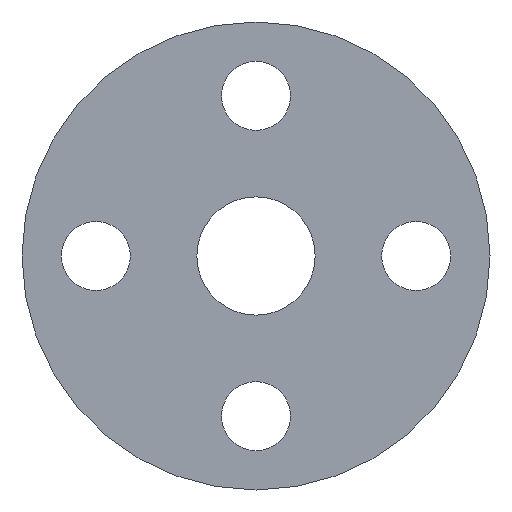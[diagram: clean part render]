
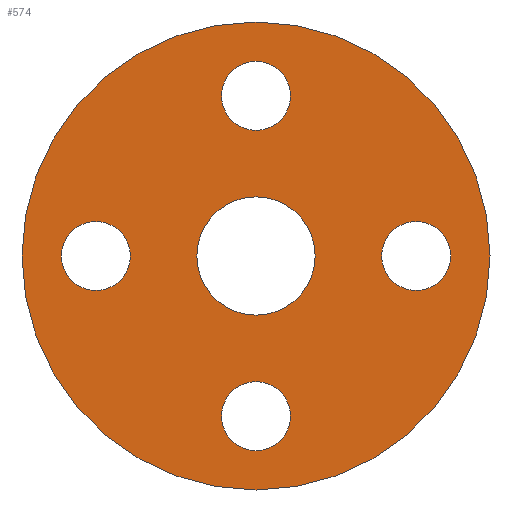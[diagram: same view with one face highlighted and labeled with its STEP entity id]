
A CAD part, front view. The second image highlights one B-rep face of the part: STEP entity #574.
In plain terms, the highlighted planar face has unit normal (0, -1, 0).
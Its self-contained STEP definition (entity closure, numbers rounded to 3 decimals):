
#3 = CARTESIAN_POINT ( 'NONE',  ( 0., 0., 0. ) ) ;
#5 = AXIS2_PLACEMENT_3D ( 'NONE', #88, #594, #270 ) ;
#7 = CIRCLE ( 'NONE', #256, 7. ) ;
#12 = CARTESIAN_POINT ( 'NONE',  ( -25.5, 0., 0. ) ) ;
#17 = VERTEX_POINT ( 'NONE', #32 ) ;
#19 = EDGE_CURVE ( 'NONE', #251, #197, #375, .T. ) ;
#22 = DIRECTION ( 'NONE',  ( 0., -1., 0. ) ) ;
#23 = ORIENTED_EDGE ( 'NONE', *, *, #174, .F. ) ;
#32 = CARTESIAN_POINT ( 'NONE',  ( 0., 0., -39.5 ) ) ;
#34 = CARTESIAN_POINT ( 'NONE',  ( 0., 0., 0. ) ) ;
#46 = EDGE_CURVE ( 'NONE', #550, #17, #327, .T. ) ;
#47 = DIRECTION ( 'NONE',  ( 0., 0., 1. ) ) ;
#49 = DIRECTION ( 'NONE',  ( -1., 0., 0. ) ) ;
#51 = AXIS2_PLACEMENT_3D ( 'NONE', #573, #393, #175 ) ;
#63 = DIRECTION ( 'NONE',  ( 0., 0., 1. ) ) ;
#68 = DIRECTION ( 'NONE',  ( 0., -1., 0. ) ) ;
#75 = DIRECTION ( 'NONE',  ( 0., 0., -1. ) ) ;
#88 = CARTESIAN_POINT ( 'NONE',  ( -32.5, 0., 0. ) ) ;
#97 = DIRECTION ( 'NONE',  ( 1., 0., 0. ) ) ;
#98 = ORIENTED_EDGE ( 'NONE', *, *, #146, .T. ) ;
#104 = EDGE_LOOP ( 'NONE', ( #23, #233 ) ) ;
#124 = CIRCLE ( 'NONE', #455, 7. ) ;
#125 = FACE_BOUND ( 'NONE', #167, .T. ) ;
#129 = CARTESIAN_POINT ( 'NONE',  ( -47.5, 0., 0. ) ) ;
#134 = CARTESIAN_POINT ( 'NONE',  ( 0., 0., 32.5 ) ) ;
#136 = CARTESIAN_POINT ( 'NONE',  ( 0., 0., -32.5 ) ) ;
#140 = ORIENTED_EDGE ( 'NONE', *, *, #163, .F. ) ;
#144 = DIRECTION ( 'NONE',  ( 0., -1., 0. ) ) ;
#146 = EDGE_CURVE ( 'NONE', #595, #474, #299, .T. ) ;
#151 = ORIENTED_EDGE ( 'NONE', *, *, #202, .F. ) ;
#154 = AXIS2_PLACEMENT_3D ( 'NONE', #539, #357, #363 ) ;
#161 = ORIENTED_EDGE ( 'NONE', *, *, #407, .T. ) ;
#163 = EDGE_CURVE ( 'NONE', #17, #550, #183, .T. ) ;
#164 = FACE_BOUND ( 'NONE', #414, .T. ) ;
#167 = EDGE_LOOP ( 'NONE', ( #545, #351 ) ) ;
#172 = AXIS2_PLACEMENT_3D ( 'NONE', #3, #227, #47 ) ;
#173 = FACE_BOUND ( 'NONE', #274, .T. ) ;
#174 = EDGE_CURVE ( 'NONE', #367, #334, #591, .T. ) ;
#175 = DIRECTION ( 'NONE',  ( 0., 0., -1. ) ) ;
#183 = CIRCLE ( 'NONE', #355, 7. ) ;
#187 = CARTESIAN_POINT ( 'NONE',  ( 0., 0., 25.5 ) ) ;
#190 = CARTESIAN_POINT ( 'NONE',  ( 32.5, 0., 0. ) ) ;
#191 = EDGE_CURVE ( 'NONE', #461, #456, #434, .T. ) ;
#192 = EDGE_LOOP ( 'NONE', ( #140, #553 ) ) ;
#197 = VERTEX_POINT ( 'NONE', #187 ) ;
#198 = CARTESIAN_POINT ( 'NONE',  ( 0., 0., -47.5 ) ) ;
#202 = EDGE_CURVE ( 'NONE', #456, #461, #266, .T. ) ;
#222 = AXIS2_PLACEMENT_3D ( 'NONE', #283, #281, #329 ) ;
#223 = CARTESIAN_POINT ( 'NONE',  ( 0., 0., 12. ) ) ;
#227 = DIRECTION ( 'NONE',  ( 0., 1., 0. ) ) ;
#233 = ORIENTED_EDGE ( 'NONE', *, *, #300, .F. ) ;
#235 = DIRECTION ( 'NONE',  ( 0., -1., 0. ) ) ;
#251 = VERTEX_POINT ( 'NONE', #492 ) ;
#254 = CARTESIAN_POINT ( 'NONE',  ( 0., 0., -25.5 ) ) ;
#256 = AXIS2_PLACEMENT_3D ( 'NONE', #575, #440, #487 ) ;
#261 = DIRECTION ( 'NONE',  ( 0., 0., 1. ) ) ;
#265 = DIRECTION ( 'NONE',  ( 0., -1., 0. ) ) ;
#266 = CIRCLE ( 'NONE', #5, 7. ) ;
#270 = DIRECTION ( 'NONE',  ( -1., 0., 0. ) ) ;
#274 = EDGE_LOOP ( 'NONE', ( #98, #161 ) ) ;
#281 = DIRECTION ( 'NONE',  ( 0., 1., 0. ) ) ;
#282 = ORIENTED_EDGE ( 'NONE', *, *, #307, .F. ) ;
#283 = CARTESIAN_POINT ( 'NONE',  ( 0., 0., 0. ) ) ;
#286 = CARTESIAN_POINT ( 'NONE',  ( 0., 0., -12. ) ) ;
#294 = VERTEX_POINT ( 'NONE', #318 ) ;
#299 = CIRCLE ( 'NONE', #454, 12. ) ;
#300 = EDGE_CURVE ( 'NONE', #334, #367, #480, .T. ) ;
#307 = EDGE_CURVE ( 'NONE', #416, #294, #124, .T. ) ;
#308 = DIRECTION ( 'NONE',  ( 0., 1., 0. ) ) ;
#309 = DIRECTION ( 'NONE',  ( 0., 0., -1. ) ) ;
#316 = EDGE_LOOP ( 'NONE', ( #282, #411 ) ) ;
#317 = AXIS2_PLACEMENT_3D ( 'NONE', #420, #22, #63 ) ;
#318 = CARTESIAN_POINT ( 'NONE',  ( 25.5, 0., 0. ) ) ;
#325 = CARTESIAN_POINT ( 'NONE',  ( -39.5, 0., 0. ) ) ;
#327 = CIRCLE ( 'NONE', #51, 7. ) ;
#329 = DIRECTION ( 'NONE',  ( 0., 0., 1. ) ) ;
#331 = CARTESIAN_POINT ( 'NONE',  ( 0., 0., 47.5 ) ) ;
#334 = VERTEX_POINT ( 'NONE', #198 ) ;
#347 = FACE_OUTER_BOUND ( 'NONE', #104, .T. ) ;
#351 = ORIENTED_EDGE ( 'NONE', *, *, #380, .F. ) ;
#355 = AXIS2_PLACEMENT_3D ( 'NONE', #136, #408, #309 ) ;
#357 = DIRECTION ( 'NONE',  ( 0., 1., 0. ) ) ;
#363 = DIRECTION ( 'NONE',  ( 0., 0., 1. ) ) ;
#367 = VERTEX_POINT ( 'NONE', #331 ) ;
#375 = CIRCLE ( 'NONE', #570, 7. ) ;
#377 = CARTESIAN_POINT ( 'NONE',  ( 39.5, 0., 0. ) ) ;
#380 = EDGE_CURVE ( 'NONE', #197, #251, #422, .T. ) ;
#392 = PLANE ( 'NONE',  #554 ) ;
#393 = DIRECTION ( 'NONE',  ( 0., -1., 0. ) ) ;
#407 = EDGE_CURVE ( 'NONE', #474, #595, #472, .T. ) ;
#408 = DIRECTION ( 'NONE',  ( 0., -1., 0. ) ) ;
#411 = ORIENTED_EDGE ( 'NONE', *, *, #493, .F. ) ;
#414 = EDGE_LOOP ( 'NONE', ( #499, #151 ) ) ;
#416 = VERTEX_POINT ( 'NONE', #377 ) ;
#420 = CARTESIAN_POINT ( 'NONE',  ( 0., 0., 32.5 ) ) ;
#422 = CIRCLE ( 'NONE', #317, 7. ) ;
#434 = CIRCLE ( 'NONE', #452, 7. ) ;
#440 = DIRECTION ( 'NONE',  ( 0., -1., 0. ) ) ;
#442 = DIRECTION ( 'NONE',  ( 0., 0., 1. ) ) ;
#444 = FACE_BOUND ( 'NONE', #316, .T. ) ;
#452 = AXIS2_PLACEMENT_3D ( 'NONE', #541, #235, #49 ) ;
#454 = AXIS2_PLACEMENT_3D ( 'NONE', #34, #308, #442 ) ;
#455 = AXIS2_PLACEMENT_3D ( 'NONE', #190, #144, #97 ) ;
#456 = VERTEX_POINT ( 'NONE', #12 ) ;
#461 = VERTEX_POINT ( 'NONE', #325 ) ;
#472 = CIRCLE ( 'NONE', #222, 12. ) ;
#474 = VERTEX_POINT ( 'NONE', #286 ) ;
#480 = CIRCLE ( 'NONE', #172, 47.5 ) ;
#481 = FACE_BOUND ( 'NONE', #192, .T. ) ;
#487 = DIRECTION ( 'NONE',  ( 1., 0., 0. ) ) ;
#492 = CARTESIAN_POINT ( 'NONE',  ( 0., 0., 39.5 ) ) ;
#493 = EDGE_CURVE ( 'NONE', #294, #416, #7, .T. ) ;
#499 = ORIENTED_EDGE ( 'NONE', *, *, #191, .F. ) ;
#539 = CARTESIAN_POINT ( 'NONE',  ( 0., 0., 0. ) ) ;
#541 = CARTESIAN_POINT ( 'NONE',  ( -32.5, 0., 0. ) ) ;
#545 = ORIENTED_EDGE ( 'NONE', *, *, #19, .F. ) ;
#550 = VERTEX_POINT ( 'NONE', #254 ) ;
#553 = ORIENTED_EDGE ( 'NONE', *, *, #46, .F. ) ;
#554 = AXIS2_PLACEMENT_3D ( 'NONE', #129, #68, #75 ) ;
#570 = AXIS2_PLACEMENT_3D ( 'NONE', #134, #265, #261 ) ;
#573 = CARTESIAN_POINT ( 'NONE',  ( 0., 0., -32.5 ) ) ;
#574 = ADVANCED_FACE ( 'NONE', ( #164, #125, #444, #481, #173, #347 ), #392, .T. ) ;
#575 = CARTESIAN_POINT ( 'NONE',  ( 32.5, 0., 0. ) ) ;
#591 = CIRCLE ( 'NONE', #154, 47.5 ) ;
#594 = DIRECTION ( 'NONE',  ( 0., -1., 0. ) ) ;
#595 = VERTEX_POINT ( 'NONE', #223 ) ;
